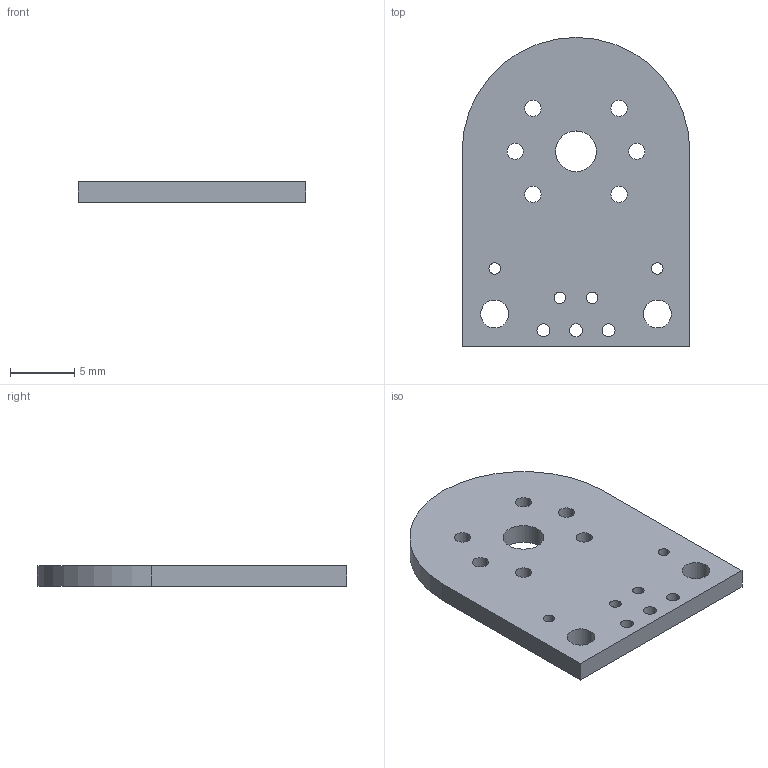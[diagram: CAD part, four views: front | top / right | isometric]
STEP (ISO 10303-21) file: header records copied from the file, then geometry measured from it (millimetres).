
FILE_DESCRIPTION (( 'STEP AP214' ), '1' );
FILE_NAME ('carrier-for-mq-gas-sensors.step', '2022-01-05T20:42:19', ( '' ), ( '' ), 'SwSTEP 2.0', 'SolidWorks 2021', '' );
FILE_SCHEMA (( 'AUTOMOTIVE_DESIGN' ));
Length unit declared in the file: inch
Products named in the file (2): gs01a_for-step; carrier-for-mq-gas-sensors
Assembly tree (1 placements, depth 2):
  carrier-for-mq-gas-sensors
    gs01a_for-step
Bounding box: 17.78 x 24.13 x 1.57 mm (x, y, z)
Volume: 578.2 mm3; surface area: 962.2 mm2
Topology: 1 solids, 1 shells, 425 faces, 1149 edges, 766 vertices
Faces by surface type: plane 205, bspline 187, cylinder 33
Entity records: 20819 total; most frequent: CARTESIAN_POINT 10555, ORIENTED_EDGE 2298, DIRECTION 1325, EDGE_CURVE 1149, VERTEX_POINT 766, LINE 709, VECTOR 709, EDGE_LOOP 497
